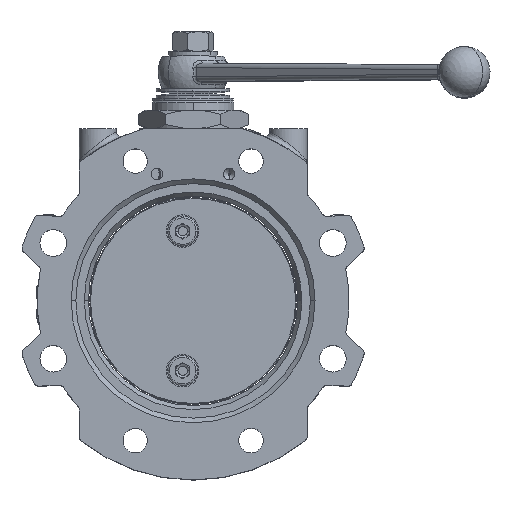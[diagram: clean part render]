
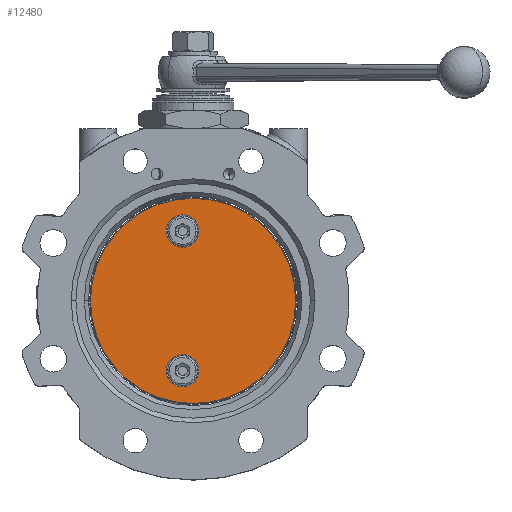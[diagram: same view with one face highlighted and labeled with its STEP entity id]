
A CAD part, top view. The second image highlights one B-rep face of the part: STEP entity #12480.
In plain terms, the highlighted planar face has unit normal (0, 0, 1).
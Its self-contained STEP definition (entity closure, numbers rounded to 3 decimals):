
#1491 = CARTESIAN_POINT ( 'NONE',  ( 44.1, 0., -20. ) ) ;
#1492 = CARTESIAN_POINT ( 'NONE',  ( -44.1, 0., -20. ) ) ;
#1495 = CARTESIAN_POINT ( 'NONE',  ( 2.5, -30., -20. ) ) ;
#1496 = CARTESIAN_POINT ( 'NONE',  ( -11.5, -30., -20. ) ) ;
#1499 = CARTESIAN_POINT ( 'NONE',  ( 2.5, 30., -20. ) ) ;
#1500 = CARTESIAN_POINT ( 'NONE',  ( -11.5, 30., -20. ) ) ;
#4380 = AXIS2_PLACEMENT_3D ( 'NONE', #13961, #13976, #13977 ) ;
#4382 = AXIS2_PLACEMENT_3D ( 'NONE', #13992, #13993, #13994 ) ;
#4384 = AXIS2_PLACEMENT_3D ( 'NONE', #14002, #14004, #14005 ) ;
#4387 = AXIS2_PLACEMENT_3D ( 'NONE', #13981, #13984, #13985 ) ;
#4389 = AXIS2_PLACEMENT_3D ( 'NONE', #13972, #13988, #13989 ) ;
#4394 = AXIS2_PLACEMENT_3D ( 'NONE', #13995, #13997, #13998 ) ;
#6368 = ORIENTED_EDGE ( 'NONE', *, *, #27546, .T. ) ;
#6369 = ORIENTED_EDGE ( 'NONE', *, *, #27540, .T. ) ;
#6370 = ORIENTED_EDGE ( 'NONE', *, *, #27542, .T. ) ;
#6371 = ORIENTED_EDGE ( 'NONE', *, *, #27544, .T. ) ;
#6372 = ORIENTED_EDGE ( 'NONE', *, *, #27538, .T. ) ;
#6373 = ORIENTED_EDGE ( 'NONE', *, *, #27535, .T. ) ;
#12480 = ADVANCED_FACE ( 'NONE', ( #23495, #23502, #23504 ), #28301, .F. ) ;
#13961 = CARTESIAN_POINT ( 'NONE',  ( 0., 0., -20. ) ) ;
#13972 = CARTESIAN_POINT ( 'NONE',  ( -4.5, -30., -20. ) ) ;
#13976 = DIRECTION ( 'NONE',  ( 0., 0., 1. ) ) ;
#13977 = DIRECTION ( 'NONE',  ( -1., 0., 0. ) ) ;
#13981 = CARTESIAN_POINT ( 'NONE',  ( 0., 0., -20. ) ) ;
#13984 = DIRECTION ( 'NONE',  ( 0., 0., 1. ) ) ;
#13985 = DIRECTION ( 'NONE',  ( -1., 0., 0. ) ) ;
#13988 = DIRECTION ( 'NONE',  ( 0., 0., -1. ) ) ;
#13989 = DIRECTION ( 'NONE',  ( -1., 0., 0. ) ) ;
#13992 = CARTESIAN_POINT ( 'NONE',  ( -4.5, 30., -20. ) ) ;
#13993 = DIRECTION ( 'NONE',  ( 0., 0., -1. ) ) ;
#13994 = DIRECTION ( 'NONE',  ( -1., 0., 0. ) ) ;
#13995 = CARTESIAN_POINT ( 'NONE',  ( -4.5, 30., -20. ) ) ;
#13997 = DIRECTION ( 'NONE',  ( 0., 0., -1. ) ) ;
#13998 = DIRECTION ( 'NONE',  ( -1., 0., 0. ) ) ;
#14002 = CARTESIAN_POINT ( 'NONE',  ( -4.5, -30., -20. ) ) ;
#14004 = DIRECTION ( 'NONE',  ( 0., 0., -1. ) ) ;
#14005 = DIRECTION ( 'NONE',  ( -1., 0., 0. ) ) ;
#23495 = FACE_BOUND ( 'NONE', #33130, .T. ) ;
#23502 = FACE_BOUND ( 'NONE', #33113, .T. ) ;
#23504 = FACE_OUTER_BOUND ( 'NONE', #33112, .T. ) ;
#23836 = VERTEX_POINT ( 'NONE', #1491 ) ;
#23837 = VERTEX_POINT ( 'NONE', #1492 ) ;
#23840 = VERTEX_POINT ( 'NONE', #1495 ) ;
#23841 = VERTEX_POINT ( 'NONE', #1496 ) ;
#23844 = VERTEX_POINT ( 'NONE', #1499 ) ;
#23845 = VERTEX_POINT ( 'NONE', #1500 ) ;
#26254 = CIRCLE ( 'NONE', #4380, 44.1 ) ;
#26258 = CIRCLE ( 'NONE', #4387, 44.1 ) ;
#26260 = CIRCLE ( 'NONE', #4389, 7. ) ;
#26264 = CIRCLE ( 'NONE', #4382, 7. ) ;
#26265 = CIRCLE ( 'NONE', #4394, 7. ) ;
#26267 = CIRCLE ( 'NONE', #4384, 7. ) ;
#27535 = EDGE_CURVE ( 'NONE', #23836, #23837, #26254, .T. ) ;
#27538 = EDGE_CURVE ( 'NONE', #23837, #23836, #26258, .T. ) ;
#27540 = EDGE_CURVE ( 'NONE', #23840, #23841, #26260, .T. ) ;
#27542 = EDGE_CURVE ( 'NONE', #23845, #23844, #26264, .T. ) ;
#27544 = EDGE_CURVE ( 'NONE', #23844, #23845, #26265, .T. ) ;
#27546 = EDGE_CURVE ( 'NONE', #23841, #23840, #26267, .T. ) ;
#28301 = PLANE ( 'NONE',  #34198 ) ;
#28362 = CARTESIAN_POINT ( 'NONE',  ( 0., 44.5, -20. ) ) ;
#28370 = DIRECTION ( 'NONE',  ( 0., 0., -1. ) ) ;
#28371 = DIRECTION ( 'NONE',  ( -1., 0., 0. ) ) ;
#33112 = EDGE_LOOP ( 'NONE', ( #6372, #6373 ) ) ;
#33113 = EDGE_LOOP ( 'NONE', ( #6370, #6371 ) ) ;
#33130 = EDGE_LOOP ( 'NONE', ( #6368, #6369 ) ) ;
#34198 = AXIS2_PLACEMENT_3D ( 'NONE', #28362, #28370, #28371 ) ;
